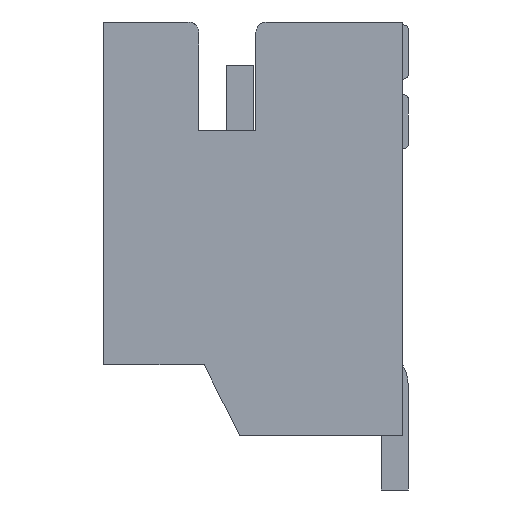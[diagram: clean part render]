
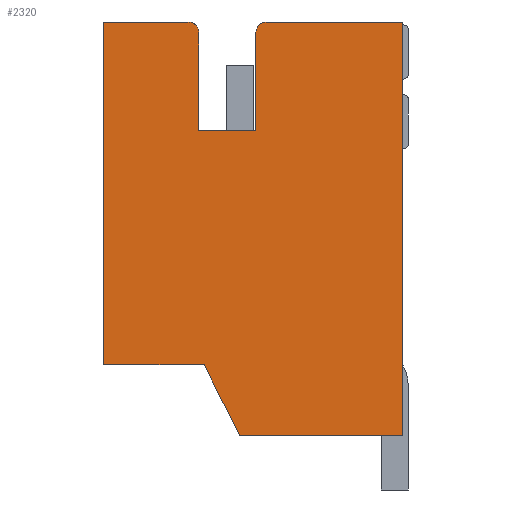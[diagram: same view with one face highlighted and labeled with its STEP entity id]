
A CAD part, left-side view. The second image highlights one B-rep face of the part: STEP entity #2320.
In plain terms, the highlighted planar face has unit normal (-1, 0, 0).
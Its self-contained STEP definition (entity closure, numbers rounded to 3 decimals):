
#508=DIRECTION('',(0.,0.,-1.));
#509=VECTOR('',#508,6.3);
#510=CARTESIAN_POINT('',(-3.7,2.75,0.));
#511=LINE('',#510,#509);
#512=DIRECTION('',(0.,1.,0.));
#513=VECTOR('',#512,1.55);
#514=CARTESIAN_POINT('',(-3.7,1.2,0.));
#515=LINE('',#514,#513);
#516=CARTESIAN_POINT('',(-3.7,1.2,-0.2));
#517=DIRECTION('',(-1.,0.,0.));
#518=DIRECTION('',(0.,-1.,0.));
#519=AXIS2_PLACEMENT_3D('',#516,#517,#518);
#521=DIRECTION('',(0.,0.,1.));
#522=VECTOR('',#521,1.8);
#523=CARTESIAN_POINT('',(-3.7,1.,-2.));
#524=LINE('',#523,#522);
#525=DIRECTION('',(0.,1.,0.));
#526=VECTOR('',#525,1.05);
#527=CARTESIAN_POINT('',(-3.7,-0.05,-2.));
#528=LINE('',#527,#526);
#529=DIRECTION('',(0.,0.,-1.));
#530=VECTOR('',#529,1.8);
#531=CARTESIAN_POINT('',(-3.7,-0.05,-0.2));
#532=LINE('',#531,#530);
#533=CARTESIAN_POINT('',(-3.7,-0.25,-0.2));
#534=DIRECTION('',(-1.,0.,0.));
#535=DIRECTION('',(0.,0.,1.));
#536=AXIS2_PLACEMENT_3D('',#533,#534,#535);
#538=DIRECTION('',(0.,1.,0.));
#539=VECTOR('',#538,2.5);
#540=CARTESIAN_POINT('',(-3.7,-2.75,0.));
#541=LINE('',#540,#539);
#542=DIRECTION('',(0.,0.,1.));
#543=VECTOR('',#542,7.6);
#544=CARTESIAN_POINT('',(-3.7,-2.75,-7.6));
#545=LINE('',#544,#543);
#546=DIRECTION('',(0.,-1.,0.));
#547=VECTOR('',#546,3.);
#548=CARTESIAN_POINT('',(-3.7,0.25,-7.6));
#549=LINE('',#548,#547);
#550=DIRECTION('',(0.,-0.447,-0.894));
#551=VECTOR('',#550,1.453);
#552=CARTESIAN_POINT('',(-3.7,0.9,-6.3));
#553=LINE('',#552,#551);
#554=DIRECTION('',(0.,-1.,0.));
#555=VECTOR('',#554,1.85);
#556=CARTESIAN_POINT('',(-3.7,2.75,-6.3));
#557=LINE('',#556,#555);
#1420=CARTESIAN_POINT('',(-3.7,2.75,0.));
#1421=CARTESIAN_POINT('',(-3.7,2.75,-6.3));
#1422=VERTEX_POINT('',#1420);
#1423=VERTEX_POINT('',#1421);
#1424=CARTESIAN_POINT('',(-3.7,0.9,-6.3));
#1425=VERTEX_POINT('',#1424);
#1426=CARTESIAN_POINT('',(-3.7,0.25,-7.6));
#1427=VERTEX_POINT('',#1426);
#1428=CARTESIAN_POINT('',(-3.7,-2.75,-7.6));
#1429=VERTEX_POINT('',#1428);
#1430=CARTESIAN_POINT('',(-3.7,-2.75,0.));
#1431=VERTEX_POINT('',#1430);
#1432=CARTESIAN_POINT('',(-3.7,-0.25,0.));
#1433=VERTEX_POINT('',#1432);
#1434=CARTESIAN_POINT('',(-3.7,-0.05,-0.2));
#1435=VERTEX_POINT('',#1434);
#1436=CARTESIAN_POINT('',(-3.7,-0.05,-2.));
#1437=VERTEX_POINT('',#1436);
#1438=CARTESIAN_POINT('',(-3.7,1.,-2.));
#1439=VERTEX_POINT('',#1438);
#1440=CARTESIAN_POINT('',(-3.7,1.,-0.2));
#1441=VERTEX_POINT('',#1440);
#1442=CARTESIAN_POINT('',(-3.7,1.2,0.));
#1443=VERTEX_POINT('',#1442);
#2295=CARTESIAN_POINT('',(-3.7,0.,0.));
#2296=DIRECTION('',(-1.,0.,0.));
#2297=DIRECTION('',(0.,0.,1.));
#2298=AXIS2_PLACEMENT_3D('',#2295,#2296,#2297);
#2299=PLANE('',#2298);
#2300=ORIENTED_EDGE('',*,*,#1854,.F.);
#2301=ORIENTED_EDGE('',*,*,#2191,.F.);
#2302=ORIENTED_EDGE('',*,*,#2289,.F.);
#2303=ORIENTED_EDGE('',*,*,#2248,.F.);
#2304=ORIENTED_EDGE('',*,*,#1982,.F.);
#2305=ORIENTED_EDGE('',*,*,#1965,.F.);
#2307=ORIENTED_EDGE('',*,*,#2306,.F.);
#2309=ORIENTED_EDGE('',*,*,#2308,.F.);
#2311=ORIENTED_EDGE('',*,*,#2310,.F.);
#2313=ORIENTED_EDGE('',*,*,#2312,.F.);
#2315=ORIENTED_EDGE('',*,*,#2314,.F.);
#2317=ORIENTED_EDGE('',*,*,#2316,.F.);
#2318=EDGE_LOOP('',(#2300,#2301,#2302,#2303,#2304,#2305,#2307,#2309,#2311,#2313,
#2315,#2317));
#2319=FACE_OUTER_BOUND('',#2318,.F.);
#2320=ADVANCED_FACE('',(#2319),#2299,.T.);
#520=CIRCLE('',#519,0.2);
#537=CIRCLE('',#536,0.2);
#1854=EDGE_CURVE('',#1422,#1423,#511,.T.);
#1965=EDGE_CURVE('',#1435,#1437,#532,.T.);
#1982=EDGE_CURVE('',#1437,#1439,#528,.T.);
#2191=EDGE_CURVE('',#1443,#1422,#515,.T.);
#2248=EDGE_CURVE('',#1439,#1441,#524,.T.);
#2289=EDGE_CURVE('',#1441,#1443,#520,.T.);
#2306=EDGE_CURVE('',#1433,#1435,#537,.T.);
#2308=EDGE_CURVE('',#1431,#1433,#541,.T.);
#2310=EDGE_CURVE('',#1429,#1431,#545,.T.);
#2312=EDGE_CURVE('',#1427,#1429,#549,.T.);
#2314=EDGE_CURVE('',#1425,#1427,#553,.T.);
#2316=EDGE_CURVE('',#1423,#1425,#557,.T.);
